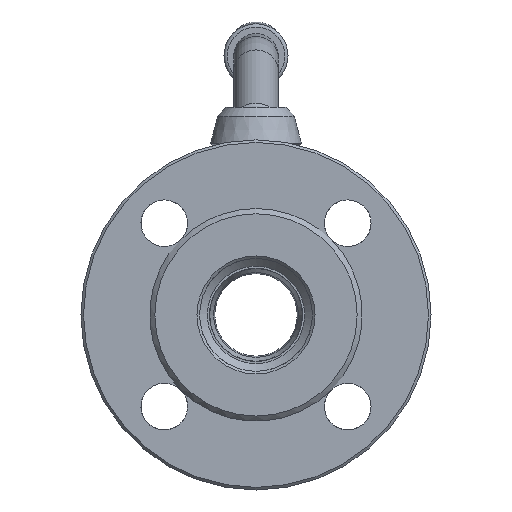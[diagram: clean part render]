
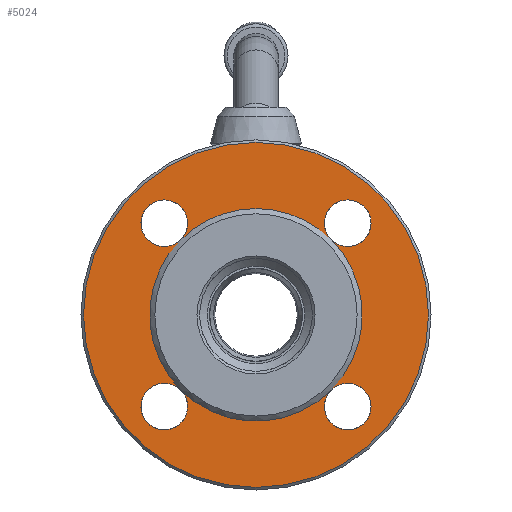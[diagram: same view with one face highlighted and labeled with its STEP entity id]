
A CAD part, front view. The second image highlights one B-rep face of the part: STEP entity #5024.
In plain terms, the highlighted planar face has unit normal (0, -1, 0).
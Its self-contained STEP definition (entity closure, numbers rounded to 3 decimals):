
#4874=CARTESIAN_POINT('',(0.,-88.003,66.5));
#4875=VERTEX_POINT('',#4874);
#4882=CARTESIAN_POINT('',(-0.,-88.003,-66.5));
#4883=VERTEX_POINT('',#4882);
#4884=CARTESIAN_POINT('',(0.,-88.003,0.));
#4885=DIRECTION('',(0.,-1.,0.));
#4886=DIRECTION('',(0.,0.,-1.));
#4887=AXIS2_PLACEMENT_3D('',#4884,#4885,#4886);
#4888=CIRCLE('',#4887,66.5);
#4889=EDGE_CURVE('',#4883,#4875,#4888,.T.);
#4891=CARTESIAN_POINT('',(0.,-88.003,0.));
#4892=DIRECTION('',(0.,-1.,0.));
#4893=DIRECTION('',(0.,0.,-1.));
#4894=AXIS2_PLACEMENT_3D('',#4891,#4892,#4893);
#4895=CIRCLE('',#4894,66.5);
#4896=EDGE_CURVE('',#4875,#4883,#4895,.T.);
#4904=CARTESIAN_POINT('',(0.,-88.003,41.));
#4905=DIRECTION('',(0.,-1.,0.));
#4906=DIRECTION('',(0.,0.,-1.));
#4907=AXIS2_PLACEMENT_3D('',#4904,#4905,#4906);
#4908=PLANE('',#4907);
#4909=ORIENTED_EDGE('',*,*,#4889,.T.);
#4910=ORIENTED_EDGE('',*,*,#4896,.T.);
#4911=EDGE_LOOP('',(#4909,#4910));
#4912=FACE_BOUND('',#4911,.T.);
#4913=CARTESIAN_POINT('',(-28.991,-88.003,28.991));
#4914=VERTEX_POINT('',#4913);
#4915=CARTESIAN_POINT('',(-28.991,-88.003,-28.991));
#4916=VERTEX_POINT('',#4915);
#4917=CARTESIAN_POINT('',(0.,-88.003,0.));
#4918=DIRECTION('',(0.,-1.,0.));
#4919=DIRECTION('',(0.,0.,-1.));
#4920=AXIS2_PLACEMENT_3D('',#4917,#4918,#4919);
#4921=CIRCLE('',#4920,41.);
#4922=EDGE_CURVE('',#4914,#4916,#4921,.T.);
#4923=ORIENTED_EDGE('',*,*,#4922,.F.);
#4924=CARTESIAN_POINT('',(-26.355,-88.003,35.355));
#4925=VERTEX_POINT('',#4924);
#4926=CARTESIAN_POINT('',(-35.355,-88.003,35.355));
#4927=DIRECTION('',(0.,-1.,0.));
#4928=DIRECTION('',(1.,0.,0.));
#4929=AXIS2_PLACEMENT_3D('',#4926,#4927,#4928);
#4930=CIRCLE('',#4929,9.);
#4931=EDGE_CURVE('',#4925,#4914,#4930,.T.);
#4932=ORIENTED_EDGE('',*,*,#4931,.F.);
#4933=CARTESIAN_POINT('',(-35.355,-88.003,35.355));
#4934=DIRECTION('',(0.,-1.,0.));
#4935=DIRECTION('',(1.,0.,0.));
#4936=AXIS2_PLACEMENT_3D('',#4933,#4934,#4935);
#4937=CIRCLE('',#4936,9.);
#4938=EDGE_CURVE('',#4914,#4925,#4937,.T.);
#4939=ORIENTED_EDGE('',*,*,#4938,.F.);
#4940=CARTESIAN_POINT('',(0.,-88.003,41.));
#4941=VERTEX_POINT('',#4940);
#4942=CARTESIAN_POINT('',(0.,-88.003,0.));
#4943=DIRECTION('',(0.,-1.,0.));
#4944=DIRECTION('',(0.,0.,-1.));
#4945=AXIS2_PLACEMENT_3D('',#4942,#4943,#4944);
#4946=CIRCLE('',#4945,41.);
#4947=EDGE_CURVE('',#4941,#4914,#4946,.T.);
#4948=ORIENTED_EDGE('',*,*,#4947,.F.);
#4949=CARTESIAN_POINT('',(28.991,-88.003,28.991));
#4950=VERTEX_POINT('',#4949);
#4951=CARTESIAN_POINT('',(0.,-88.003,0.));
#4952=DIRECTION('',(0.,-1.,0.));
#4953=DIRECTION('',(0.,0.,-1.));
#4954=AXIS2_PLACEMENT_3D('',#4951,#4952,#4953);
#4955=CIRCLE('',#4954,41.);
#4956=EDGE_CURVE('',#4950,#4941,#4955,.T.);
#4957=ORIENTED_EDGE('',*,*,#4956,.F.);
#4958=CARTESIAN_POINT('',(44.355,-88.003,35.355));
#4959=VERTEX_POINT('',#4958);
#4960=CARTESIAN_POINT('',(35.355,-88.003,35.355));
#4961=DIRECTION('',(0.,-1.,0.));
#4962=DIRECTION('',(1.,0.,0.));
#4963=AXIS2_PLACEMENT_3D('',#4960,#4961,#4962);
#4964=CIRCLE('',#4963,9.);
#4965=EDGE_CURVE('',#4959,#4950,#4964,.T.);
#4966=ORIENTED_EDGE('',*,*,#4965,.F.);
#4967=CARTESIAN_POINT('',(35.355,-88.003,35.355));
#4968=DIRECTION('',(0.,-1.,0.));
#4969=DIRECTION('',(1.,0.,0.));
#4970=AXIS2_PLACEMENT_3D('',#4967,#4968,#4969);
#4971=CIRCLE('',#4970,9.);
#4972=EDGE_CURVE('',#4950,#4959,#4971,.T.);
#4973=ORIENTED_EDGE('',*,*,#4972,.F.);
#4974=CARTESIAN_POINT('',(28.991,-88.003,-28.991));
#4975=VERTEX_POINT('',#4974);
#4976=CARTESIAN_POINT('',(0.,-88.003,0.));
#4977=DIRECTION('',(0.,-1.,0.));
#4978=DIRECTION('',(0.,0.,-1.));
#4979=AXIS2_PLACEMENT_3D('',#4976,#4977,#4978);
#4980=CIRCLE('',#4979,41.);
#4981=EDGE_CURVE('',#4975,#4950,#4980,.T.);
#4982=ORIENTED_EDGE('',*,*,#4981,.F.);
#4983=CARTESIAN_POINT('',(44.355,-88.003,-35.355));
#4984=VERTEX_POINT('',#4983);
#4985=CARTESIAN_POINT('',(35.355,-88.003,-35.355));
#4986=DIRECTION('',(0.,-1.,0.));
#4987=DIRECTION('',(1.,0.,0.));
#4988=AXIS2_PLACEMENT_3D('',#4985,#4986,#4987);
#4989=CIRCLE('',#4988,9.);
#4990=EDGE_CURVE('',#4984,#4975,#4989,.T.);
#4991=ORIENTED_EDGE('',*,*,#4990,.F.);
#4992=CARTESIAN_POINT('',(35.355,-88.003,-35.355));
#4993=DIRECTION('',(0.,-1.,0.));
#4994=DIRECTION('',(1.,0.,0.));
#4995=AXIS2_PLACEMENT_3D('',#4992,#4993,#4994);
#4996=CIRCLE('',#4995,9.);
#4997=EDGE_CURVE('',#4975,#4984,#4996,.T.);
#4998=ORIENTED_EDGE('',*,*,#4997,.F.);
#4999=CARTESIAN_POINT('',(0.,-88.003,0.));
#5000=DIRECTION('',(0.,-1.,0.));
#5001=DIRECTION('',(0.,0.,-1.));
#5002=AXIS2_PLACEMENT_3D('',#4999,#5000,#5001);
#5003=CIRCLE('',#5002,41.);
#5004=EDGE_CURVE('',#4916,#4975,#5003,.T.);
#5005=ORIENTED_EDGE('',*,*,#5004,.F.);
#5006=CARTESIAN_POINT('',(-26.355,-88.003,-35.355));
#5007=VERTEX_POINT('',#5006);
#5008=CARTESIAN_POINT('',(-35.355,-88.003,-35.355));
#5009=DIRECTION('',(0.,-1.,0.));
#5010=DIRECTION('',(1.,0.,0.));
#5011=AXIS2_PLACEMENT_3D('',#5008,#5009,#5010);
#5012=CIRCLE('',#5011,9.);
#5013=EDGE_CURVE('',#5007,#4916,#5012,.T.);
#5014=ORIENTED_EDGE('',*,*,#5013,.F.);
#5015=CARTESIAN_POINT('',(-35.355,-88.003,-35.355));
#5016=DIRECTION('',(0.,-1.,0.));
#5017=DIRECTION('',(1.,0.,0.));
#5018=AXIS2_PLACEMENT_3D('',#5015,#5016,#5017);
#5019=CIRCLE('',#5018,9.);
#5020=EDGE_CURVE('',#4916,#5007,#5019,.T.);
#5021=ORIENTED_EDGE('',*,*,#5020,.F.);
#5022=EDGE_LOOP('',(#4923,#4932,#4939,#4948,#4957,#4966,#4973,#4982,#4991,#4998,#5005,#5014,#5021));
#5023=FACE_BOUND('',#5022,.T.);
#5024=ADVANCED_FACE('',(#4912,#5023),#4908,.T.);
